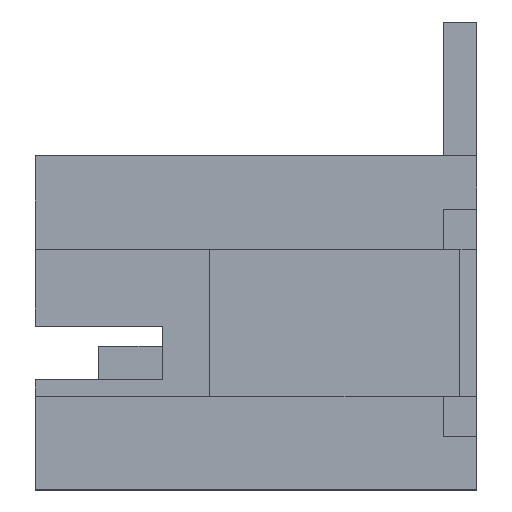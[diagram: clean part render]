
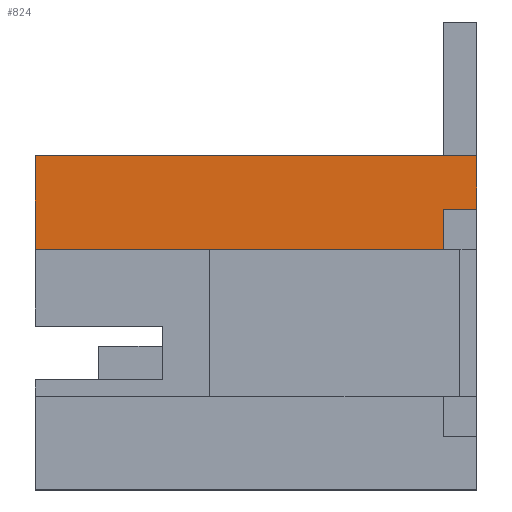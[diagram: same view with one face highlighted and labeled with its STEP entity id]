
A CAD part, left-side view. The second image highlights one B-rep face of the part: STEP entity #824.
In plain terms, the highlighted planar face has unit normal (-1, 0, 0).
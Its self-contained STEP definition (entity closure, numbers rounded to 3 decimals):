
#189 = EDGE_CURVE ( 'NONE', #195, #203, #1925, .T. ) ;
#195 = VERTEX_POINT ( 'NONE', #1956 ) ;
#203 = VERTEX_POINT ( 'NONE', #1942 ) ;
#794 = EDGE_LOOP ( 'NONE', ( #825, #829, #832, #835, #837, #898 ) ) ;
#824 = ADVANCED_FACE ( 'NONE', ( #3893 ), #3877, .T. ) ;
#825 = ORIENTED_EDGE ( 'NONE', *, *, #826, .T. ) ;
#826 = EDGE_CURVE ( 'NONE', #827, #828, #3937, .T. ) ;
#827 = VERTEX_POINT ( 'NONE', #3933 ) ;
#828 = VERTEX_POINT ( 'NONE', #3932 ) ;
#829 = ORIENTED_EDGE ( 'NONE', *, *, #830, .T. ) ;
#830 = EDGE_CURVE ( 'NONE', #828, #831, #3931, .T. ) ;
#831 = VERTEX_POINT ( 'NONE', #3927 ) ;
#832 = ORIENTED_EDGE ( 'NONE', *, *, #833, .T. ) ;
#833 = EDGE_CURVE ( 'NONE', #831, #834, #3926, .T. ) ;
#834 = VERTEX_POINT ( 'NONE', #3922 ) ;
#835 = ORIENTED_EDGE ( 'NONE', *, *, #836, .T. ) ;
#836 = EDGE_CURVE ( 'NONE', #834, #203, #3921, .T. ) ;
#837 = ORIENTED_EDGE ( 'NONE', *, *, #189, .F. ) ;
#898 = ORIENTED_EDGE ( 'NONE', *, *, #899, .F. ) ;
#899 = EDGE_CURVE ( 'NONE', #827, #195, #4069, .T. ) ;
#1922 = DIRECTION ( 'NONE',  ( 0., 1., 0. ) ) ;
#1923 = VECTOR ( 'NONE', #1922, 1000. ) ;
#1924 = CARTESIAN_POINT ( 'NONE',  ( 0., 0., 7.575 ) ) ;
#1925 = LINE ( 'NONE', #1924, #1923 ) ;
#1942 = CARTESIAN_POINT ( 'NONE',  ( 0., 6.6, 7.575 ) ) ;
#1956 = CARTESIAN_POINT ( 'NONE',  ( 0., 0.5, 7.575 ) ) ;
#3873 = DIRECTION ( 'NONE',  ( 0., 0., 1. ) ) ;
#3874 = DIRECTION ( 'NONE',  ( -1., 0., 0. ) ) ;
#3875 = CARTESIAN_POINT ( 'NONE',  ( 0., 6.6, 3.975 ) ) ;
#3876 = AXIS2_PLACEMENT_3D ( 'NONE', #3875, #3874, #3873 ) ;
#3877 = PLANE ( 'NONE',  #3876 ) ;
#3893 = FACE_OUTER_BOUND ( 'NONE', #794, .T. ) ;
#3918 = DIRECTION ( 'NONE',  ( 0., 0., -1. ) ) ;
#3919 = VECTOR ( 'NONE', #3918, 1000. ) ;
#3920 = CARTESIAN_POINT ( 'NONE',  ( 0., 6.6, 6.425 ) ) ;
#3921 = LINE ( 'NONE', #3920, #3919 ) ;
#3922 = CARTESIAN_POINT ( 'NONE',  ( 0., 6.6, 8.975 ) ) ;
#3923 = DIRECTION ( 'NONE',  ( 0., 1., 0. ) ) ;
#3924 = VECTOR ( 'NONE', #3923, 1000. ) ;
#3925 = CARTESIAN_POINT ( 'NONE',  ( 0., 6.6, 8.975 ) ) ;
#3926 = LINE ( 'NONE', #3925, #3924 ) ;
#3927 = CARTESIAN_POINT ( 'NONE',  ( 0., 0., 8.975 ) ) ;
#3928 = DIRECTION ( 'NONE',  ( 0., 0., 1. ) ) ;
#3929 = VECTOR ( 'NONE', #3928, 1000. ) ;
#3930 = CARTESIAN_POINT ( 'NONE',  ( 0., 0., 8.975 ) ) ;
#3931 = LINE ( 'NONE', #3930, #3929 ) ;
#3932 = CARTESIAN_POINT ( 'NONE',  ( 0., 0., 8.175 ) ) ;
#3933 = CARTESIAN_POINT ( 'NONE',  ( 0., 0.5, 8.175 ) ) ;
#3934 = DIRECTION ( 'NONE',  ( 0., -1., 0. ) ) ;
#3935 = VECTOR ( 'NONE', #3934, 1000. ) ;
#3936 = CARTESIAN_POINT ( 'NONE',  ( 0., 0.5, 8.175 ) ) ;
#3937 = LINE ( 'NONE', #3936, #3935 ) ;
#4066 = DIRECTION ( 'NONE',  ( 0., 0., -1. ) ) ;
#4067 = VECTOR ( 'NONE', #4066, 1000. ) ;
#4068 = CARTESIAN_POINT ( 'NONE',  ( 0., 0.5, 4.775 ) ) ;
#4069 = LINE ( 'NONE', #4068, #4067 ) ;
